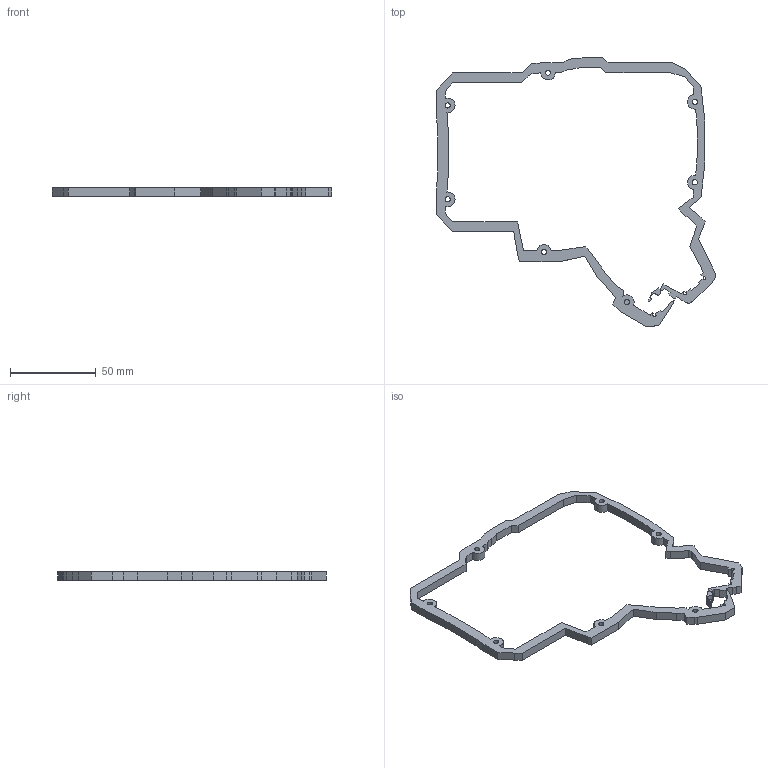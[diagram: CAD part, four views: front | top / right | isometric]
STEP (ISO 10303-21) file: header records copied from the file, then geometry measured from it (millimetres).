
FILE_DESCRIPTION(('Open CASCADE Model'),'2;1');
FILE_NAME('Open CASCADE Shape Model','2024-12-16T17:03:14',('Author'),( 'Open CASCADE'),'Open CASCADE STEP processor 7.7','Open CASCADE 7.7' ,'Unknown');
FILE_SCHEMA(('AUTOMOTIVE_DESIGN { 1 0 10303 214 1 1 1 1 }'));
Length unit declared in the file: millimetre
Products named in the file (1): Open CASCADE STEP translator 7.7 6
Bounding box: 162.79 x 156.11 x 5 mm (x, y, z)
Volume: 15589.5 mm3; surface area: 12798.3 mm2
Topology: 1 solids, 1 shells, 197 faces, 566 edges, 378 vertices
Faces by surface type: plane 168, cylinder 20, extrusion 9
Full cylindrical faces by diameter (mm): 3 x7, 6 x6
Entity records: 13949 total; most frequent: CARTESIAN_POINT 2586, DIRECTION 2109, VECTOR 1591, LINE 1582, ORIENTED_EDGE 1132, PCURVE 1132, DEFINITIONAL_REPRESENTATION 1132, EDGE_CURVE 566
